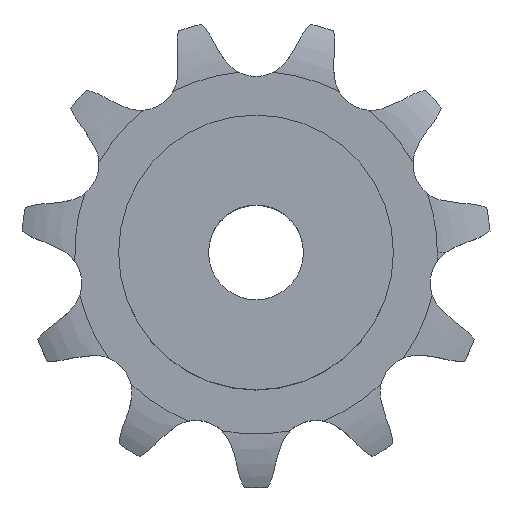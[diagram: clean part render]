
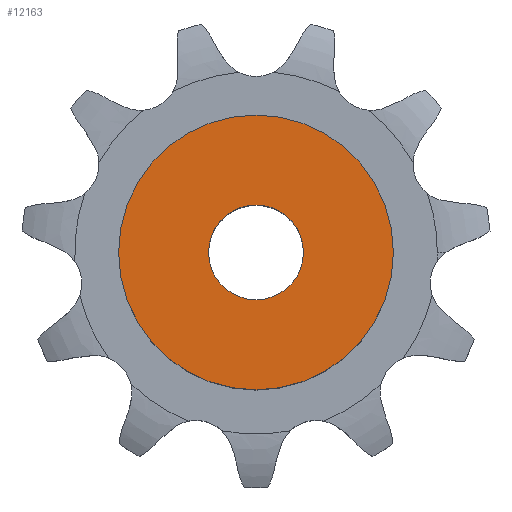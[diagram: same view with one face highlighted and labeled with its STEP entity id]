
A CAD part, top view. The second image highlights one B-rep face of the part: STEP entity #12163.
In plain terms, the highlighted planar face has unit normal (0, 0, 1).
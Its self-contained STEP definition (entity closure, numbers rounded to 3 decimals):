
#2025 = CYLINDRICAL_SURFACE('',#2026,14.5);
#2026 = AXIS2_PLACEMENT_3D('',#2027,#2028,#2029);
#2027 = CARTESIAN_POINT('',(0.,0.,0.));
#2028 = DIRECTION('',(-0.,-0.,-1.));
#2029 = DIRECTION('',(1.,0.,0.));
#8029 = VERTEX_POINT('',#8030);
#8030 = CARTESIAN_POINT('',(14.5,0.,25.));
#8051 = EDGE_CURVE('',#8029,#8029,#8052,.T.);
#8052 = SURFACE_CURVE('',#8053,(#8058,#8065),.PCURVE_S1.);
#8053 = CIRCLE('',#8054,14.5);
#8054 = AXIS2_PLACEMENT_3D('',#8055,#8056,#8057);
#8055 = CARTESIAN_POINT('',(0.,0.,25.));
#8056 = DIRECTION('',(0.,0.,1.));
#8057 = DIRECTION('',(1.,0.,0.));
#8058 = PCURVE('',#2025,#8059);
#8059 = DEFINITIONAL_REPRESENTATION('',(#8060),#8064);
#8060 = LINE('',#8061,#8062);
#8061 = CARTESIAN_POINT('',(-0.,-25.));
#8062 = VECTOR('',#8063,1.);
#8063 = DIRECTION('',(-1.,0.));
#8064 = ( GEOMETRIC_REPRESENTATION_CONTEXT(2) 
PARAMETRIC_REPRESENTATION_CONTEXT() REPRESENTATION_CONTEXT('2D SPACE',''
  ) );
#8065 = PCURVE('',#8066,#8071);
#8066 = PLANE('',#8067);
#8067 = AXIS2_PLACEMENT_3D('',#8068,#8069,#8070);
#8068 = CARTESIAN_POINT('',(0.,0.,25.)
  );
#8069 = DIRECTION('',(0.,0.,1.));
#8070 = DIRECTION('',(1.,0.,0.));
#8071 = DEFINITIONAL_REPRESENTATION('',(#8072),#8076);
#8072 = CIRCLE('',#8073,14.5);
#8073 = AXIS2_PLACEMENT_2D('',#8074,#8075);
#8074 = CARTESIAN_POINT('',(0.,0.));
#8075 = DIRECTION('',(1.,0.));
#8076 = ( GEOMETRIC_REPRESENTATION_CONTEXT(2) 
PARAMETRIC_REPRESENTATION_CONTEXT() REPRESENTATION_CONTEXT('2D SPACE',''
  ) );
#10462 = CYLINDRICAL_SURFACE('',#10463,5.);
#10463 = AXIS2_PLACEMENT_3D('',#10464,#10465,#10466);
#10464 = CARTESIAN_POINT('',(0.,0.,86.128));
#10465 = DIRECTION('',(0.,0.,1.));
#10466 = DIRECTION('',(1.,0.,0.));
#12163 = ADVANCED_FACE('',(#12164,#12167),#8066,.T.);
#12164 = FACE_BOUND('',#12165,.T.);
#12165 = EDGE_LOOP('',(#12166));
#12166 = ORIENTED_EDGE('',*,*,#8051,.T.);
#12167 = FACE_BOUND('',#12168,.T.);
#12168 = EDGE_LOOP('',(#12169));
#12169 = ORIENTED_EDGE('',*,*,#12170,.F.);
#12170 = EDGE_CURVE('',#12171,#12171,#12173,.T.);
#12171 = VERTEX_POINT('',#12172);
#12172 = CARTESIAN_POINT('',(5.,0.,25.));
#12173 = SURFACE_CURVE('',#12174,(#12179,#12186),.PCURVE_S1.);
#12174 = CIRCLE('',#12175,5.);
#12175 = AXIS2_PLACEMENT_3D('',#12176,#12177,#12178);
#12176 = CARTESIAN_POINT('',(0.,0.,25.));
#12177 = DIRECTION('',(0.,0.,1.));
#12178 = DIRECTION('',(1.,0.,0.));
#12179 = PCURVE('',#8066,#12180);
#12180 = DEFINITIONAL_REPRESENTATION('',(#12181),#12185);
#12181 = CIRCLE('',#12182,5.);
#12182 = AXIS2_PLACEMENT_2D('',#12183,#12184);
#12183 = CARTESIAN_POINT('',(0.,0.));
#12184 = DIRECTION('',(1.,0.));
#12185 = ( GEOMETRIC_REPRESENTATION_CONTEXT(2) 
PARAMETRIC_REPRESENTATION_CONTEXT() REPRESENTATION_CONTEXT('2D SPACE',''
  ) );
#12186 = PCURVE('',#10462,#12187);
#12187 = DEFINITIONAL_REPRESENTATION('',(#12188),#12192);
#12188 = LINE('',#12189,#12190);
#12189 = CARTESIAN_POINT('',(0.,-61.128));
#12190 = VECTOR('',#12191,1.);
#12191 = DIRECTION('',(1.,0.));
#12192 = ( GEOMETRIC_REPRESENTATION_CONTEXT(2) 
PARAMETRIC_REPRESENTATION_CONTEXT() REPRESENTATION_CONTEXT('2D SPACE',''
  ) );
